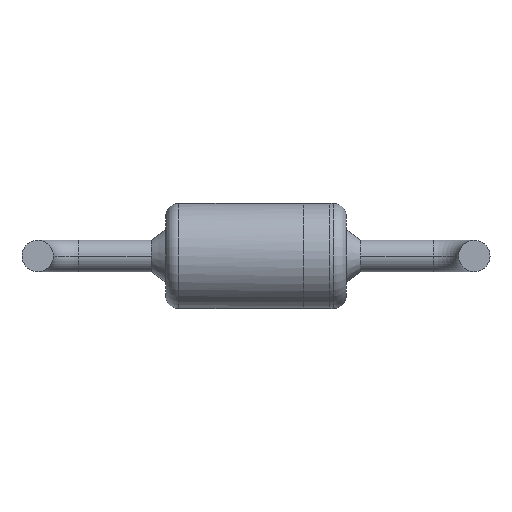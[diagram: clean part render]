
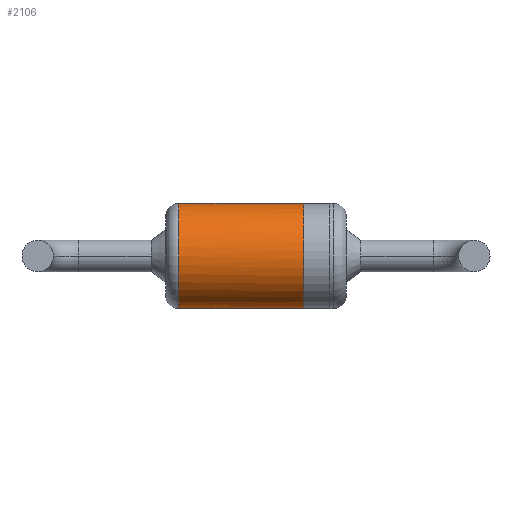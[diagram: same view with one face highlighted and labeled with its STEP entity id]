
A CAD part, front view. The second image highlights one B-rep face of the part: STEP entity #2106.
In plain terms, the highlighted cylindrical face has radius 0.765 mm (diameter 1.53 mm), a partial arc.
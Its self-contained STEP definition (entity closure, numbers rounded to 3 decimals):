
#9 = VECTOR ( 'NONE', #3765, 1000. ) ;
#177 = DIRECTION ( 'NONE',  ( -1., 0., 0. ) ) ;
#220 = CARTESIAN_POINT ( 'NONE',  ( 3.868, 0.866, 0.683 ) ) ;
#446 = ORIENTED_EDGE ( 'NONE', *, *, #3321, .F. ) ;
#540 = ORIENTED_EDGE ( 'NONE', *, *, #2633, .T. ) ;
#690 = ORIENTED_EDGE ( 'NONE', *, *, #1951, .F. ) ;
#755 = CARTESIAN_POINT ( 'NONE',  ( 3.868, 1.265, -0.765 ) ) ;
#853 = CARTESIAN_POINT ( 'NONE',  ( 3.867, 0.5, -0.2 ) ) ;
#922 = CARTESIAN_POINT ( 'NONE',  ( 3.868, 0.582, -0.399 ) ) ;
#1014 = CARTESIAN_POINT ( 'NONE',  ( 3.867, 0.582, 0.399 ) ) ;
#1110 = CARTESIAN_POINT ( 'NONE',  ( 2.051, 1.265, 0.765 ) ) ;
#1198 = DIRECTION ( 'NONE',  ( -1., 0., 0. ) ) ;
#1247 = CARTESIAN_POINT ( 'NONE',  ( 3.868, 1.265, 0.765 ) ) ;
#1281 = VECTOR ( 'NONE', #2848, 1000. ) ;
#1324 = CARTESIAN_POINT ( 'NONE',  ( 1.65, 1.265, 0.765 ) ) ;
#1356 = CARTESIAN_POINT ( 'NONE',  ( 3.867, 1.065, 0.765 ) ) ;
#1357 = VERTEX_POINT ( 'NONE', #755 ) ;
#1732 = CARTESIAN_POINT ( 'NONE',  ( 3.868, 1.265, 0.765 ) ) ;
#1951 = EDGE_CURVE ( 'NONE', #1357, #2764, #2224, .T. ) ;
#2029 = EDGE_LOOP ( 'NONE', ( #690, #3585, #540, #446 ) ) ;
#2106 = ADVANCED_FACE ( 'NONE', ( #2932 ), #2432, .T. ) ;
#2161 = VERTEX_POINT ( 'NONE', #1110 ) ;
#2224 = LINE ( 'NONE', #2657, #9 ) ;
#2315 = AXIS2_PLACEMENT_3D ( 'NONE', #3821, #1198, #2368 ) ;
#2368 = DIRECTION ( 'NONE',  ( 0., 0., 1. ) ) ;
#2432 = CYLINDRICAL_SURFACE ( 'NONE', #3673, 0.765 ) ;
#2565 = CARTESIAN_POINT ( 'NONE',  ( 2.051, 1.265, -0.765 ) ) ;
#2633 = EDGE_CURVE ( 'NONE', #4665, #2161, #4735, .T. ) ;
#2657 = CARTESIAN_POINT ( 'NONE',  ( 1.65, 1.265, -0.765 ) ) ;
#2726 = CARTESIAN_POINT ( 'NONE',  ( 3.868, 1.265, -0.765 ) ) ;
#2764 = VERTEX_POINT ( 'NONE', #2565 ) ;
#2848 = DIRECTION ( 'NONE',  ( -1., 0., 0. ) ) ;
#2932 = FACE_OUTER_BOUND ( 'NONE', #2029, .T. ) ;
#3139 = EDGE_CURVE ( 'NONE', #1357, #4665, #4523, .T. ) ;
#3218 = DIRECTION ( 'NONE',  ( 0., 0., 1. ) ) ;
#3321 = EDGE_CURVE ( 'NONE', #2764, #2161, #4482, .T. ) ;
#3561 = CARTESIAN_POINT ( 'NONE',  ( 3.868, 1.065, -0.765 ) ) ;
#3585 = ORIENTED_EDGE ( 'NONE', *, *, #3139, .T. ) ;
#3591 = CARTESIAN_POINT ( 'NONE',  ( 1.65, 1.265, 0. ) ) ;
#3673 = AXIS2_PLACEMENT_3D ( 'NONE', #3591, #177, #3218 ) ;
#3765 = DIRECTION ( 'NONE',  ( -1., 0., 0. ) ) ;
#3821 = CARTESIAN_POINT ( 'NONE',  ( 2.051, 1.265, 0. ) ) ;
#4261 = CARTESIAN_POINT ( 'NONE',  ( 3.868, 0.866, -0.683 ) ) ;
#4482 = CIRCLE ( 'NONE', #2315, 0.765 ) ;
#4523 = B_SPLINE_CURVE_WITH_KNOTS ( 'NONE', 3,
 ( #2726, #3561, #4261, #922, #853, #4824, #1014, #220, #1356, #1732 ),
 .UNSPECIFIED., .F., .F.,
 ( 4, 2, 2, 2, 4 ),
 ( 0.5, 0.625, 0.75, 0.875, 1. ),
 .UNSPECIFIED. ) ;
#4665 = VERTEX_POINT ( 'NONE', #1247 ) ;
#4735 = LINE ( 'NONE', #1324, #1281 ) ;
#4824 = CARTESIAN_POINT ( 'NONE',  ( 3.867, 0.5, 0.2 ) ) ;
